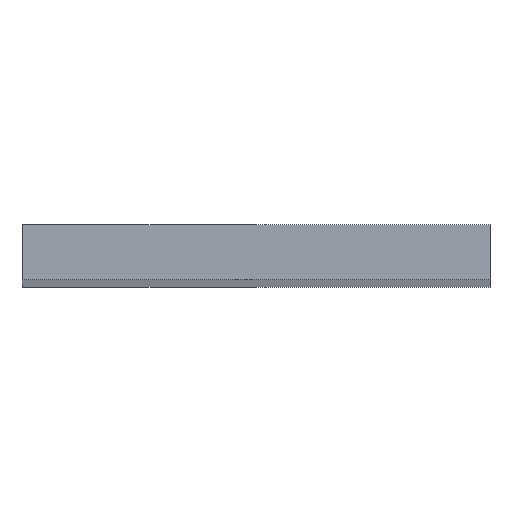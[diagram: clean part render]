
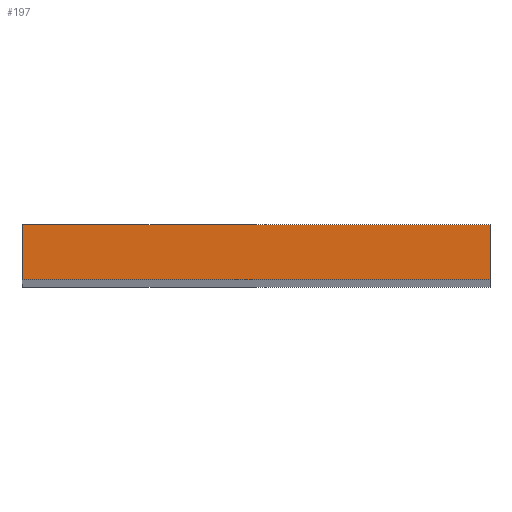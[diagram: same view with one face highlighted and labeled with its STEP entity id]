
A CAD part, top view. The second image highlights one B-rep face of the part: STEP entity #197.
In plain terms, the highlighted planar face has unit normal (0, 0, 1).
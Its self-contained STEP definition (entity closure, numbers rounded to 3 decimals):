
#6 = CARTESIAN_POINT ( 'NONE',  ( -65.621, 6., 93.728 ) ) ;
#8 = LINE ( 'NONE', #6, #51 ) ;
#15 = EDGE_CURVE ( 'NONE', #23, #184, #96, .T. ) ;
#23 = VERTEX_POINT ( 'NONE', #148 ) ;
#28 = EDGE_CURVE ( 'NONE', #176, #184, #164, .T. ) ;
#33 = CARTESIAN_POINT ( 'NONE',  ( -65.621, 6., 93.728 ) ) ;
#39 = EDGE_LOOP ( 'NONE', ( #81, #64, #217, #58 ) ) ;
#46 = DIRECTION ( 'NONE',  ( 1., 0., 0. ) ) ;
#49 = CARTESIAN_POINT ( 'NONE',  ( -14.621, 0., 93.728 ) ) ;
#51 = VECTOR ( 'NONE', #208, 1000. ) ;
#58 = ORIENTED_EDGE ( 'NONE', *, *, #83, .T. ) ;
#62 = EDGE_CURVE ( 'NONE', #160, #176, #97, .T. ) ;
#64 = ORIENTED_EDGE ( 'NONE', *, *, #28, .F. ) ;
#67 = CARTESIAN_POINT ( 'NONE',  ( -14.621, 6., 93.728 ) ) ;
#68 = PLANE ( 'NONE',  #146 ) ;
#81 = ORIENTED_EDGE ( 'NONE', *, *, #15, .T. ) ;
#83 = EDGE_CURVE ( 'NONE', #160, #23, #8, .T. ) ;
#96 = LINE ( 'NONE', #169, #113 ) ;
#97 = LINE ( 'NONE', #189, #140 ) ;
#106 = FACE_OUTER_BOUND ( 'NONE', #39, .T. ) ;
#113 = VECTOR ( 'NONE', #46, 1000. ) ;
#132 = DIRECTION ( 'NONE',  ( 1., 0., 0. ) ) ;
#138 = CARTESIAN_POINT ( 'NONE',  ( -65.621, 6., 93.728 ) ) ;
#140 = VECTOR ( 'NONE', #132, 1000. ) ;
#146 = AXIS2_PLACEMENT_3D ( 'NONE', #33, #210, #155 ) ;
#148 = CARTESIAN_POINT ( 'NONE',  ( -65.621, 0., 93.728 ) ) ;
#155 = DIRECTION ( 'NONE',  ( -1., 0., 0. ) ) ;
#160 = VERTEX_POINT ( 'NONE', #138 ) ;
#164 = LINE ( 'NONE', #67, #201 ) ;
#169 = CARTESIAN_POINT ( 'NONE',  ( -65.621, 0., 93.728 ) ) ;
#176 = VERTEX_POINT ( 'NONE', #226 ) ;
#184 = VERTEX_POINT ( 'NONE', #49 ) ;
#189 = CARTESIAN_POINT ( 'NONE',  ( -65.621, 6., 93.728 ) ) ;
#197 = ADVANCED_FACE ( 'NONE', ( #106 ), #68, .F. ) ;
#201 = VECTOR ( 'NONE', #223, 1000. ) ;
#208 = DIRECTION ( 'NONE',  ( 0., -1., 0. ) ) ;
#210 = DIRECTION ( 'NONE',  ( 0., 0., -1. ) ) ;
#217 = ORIENTED_EDGE ( 'NONE', *, *, #62, .F. ) ;
#223 = DIRECTION ( 'NONE',  ( 0., -1., 0. ) ) ;
#226 = CARTESIAN_POINT ( 'NONE',  ( -14.621, 6., 93.728 ) ) ;
